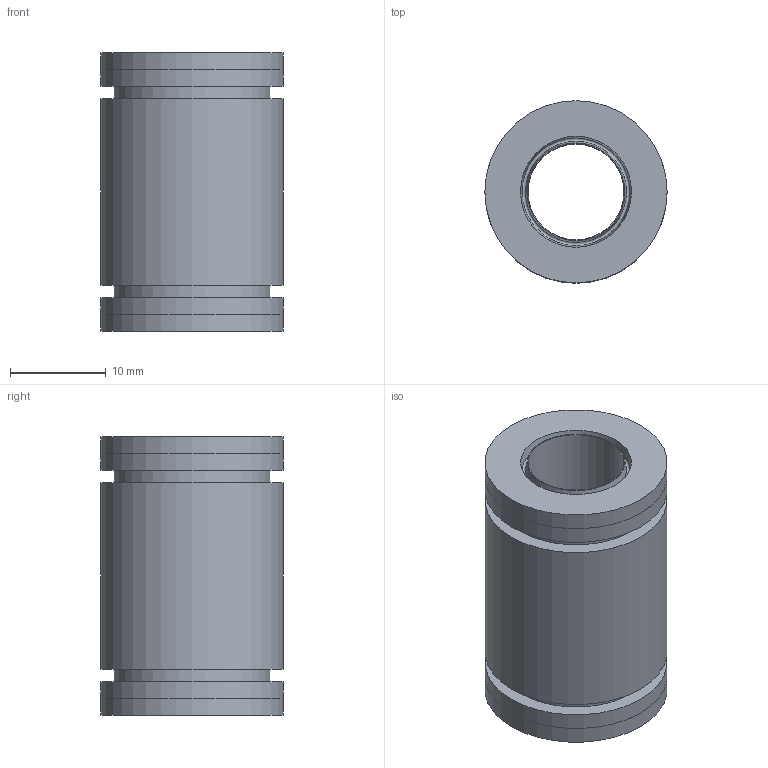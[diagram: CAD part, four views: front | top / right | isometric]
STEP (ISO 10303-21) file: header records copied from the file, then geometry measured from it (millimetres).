
FILE_DESCRIPTION (( 'STEP AP214' ), '1' );
FILE_NAME ('LAA-10-2RS-019-029-ltk.step', '2020-09-09T07:02:26', ( '' ), ( '' ), 'SwSTEP 2.0', 'SolidWorks 2010', '' );
FILE_SCHEMA (( 'AUTOMOTIVE_DESIGN' ));
Length unit declared in the file: millimetre
Products named in the file (1): LAA-10-2RS-019-029-ltk
Bounding box: 19 x 19 x 29 mm (x, y, z)
Volume: 5723.7 mm3; surface area: 3400.5 mm2
Topology: 1 solids, 1 shells, 20 faces, 31 edges, 20 vertices
Faces by surface type: plane 9, cylinder 8, cone 2, torus 1
Full cylindrical faces by diameter (mm): 10 x1, 16.2 x2, 18.994 x2, 19 x3
Entity records: 541 total; most frequent: DIRECTION 82, CARTESIAN_POINT 61, AXIS2_PLACEMENT_3D 41, EDGE_LOOP 40, ORIENTED_EDGE 40, FACE_OUTER_BOUND 29, EDGE_CURVE 20, CIRCLE 20
